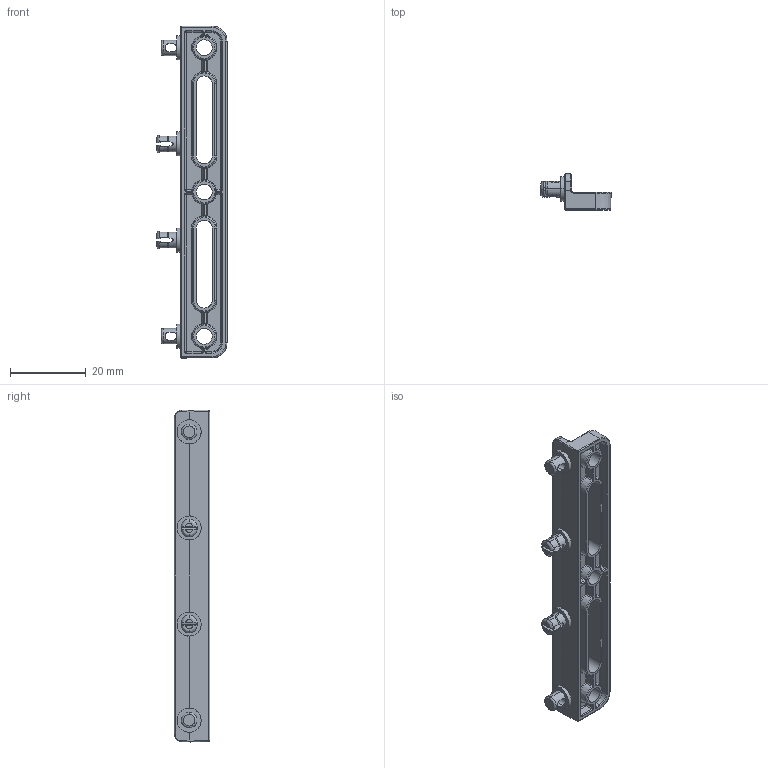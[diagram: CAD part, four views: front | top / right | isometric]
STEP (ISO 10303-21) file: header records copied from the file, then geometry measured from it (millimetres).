
FILE_DESCRIPTION (( 'STEP AP214' ), '1' );
FILE_NAME ('276-4810-009 Rev2.STEP', '2017-07-24T22:24:41', ( '' ), ( '' ), 'SwSTEP 2.0', 'SolidWorks 2017', '' );
FILE_SCHEMA (( 'AUTOMOTIVE_DESIGN' ));
Length unit declared in the file: millimetre
Products named in the file (1): 276-4810-009 Rev2
Bounding box: 18.53 x 9.4 x 87.72 mm (x, y, z)
Volume: 3928.5 mm3; surface area: 5312.2 mm2
Topology: 1 solids, 1 shells, 440 faces, 1104 edges, 630 vertices
Faces by surface type: cylinder 151, plane 93, bspline 82, torus 48, sphere 36, cone 30
Entity records: 24678 total; most frequent: CARTESIAN_POINT 15107, ORIENTED_EDGE 2136, DIRECTION 1886, EDGE_CURVE 1068, AXIS2_PLACEMENT_3D 773, VERTEX_POINT 630, EDGE_LOOP 454, ADVANCED_FACE 440
